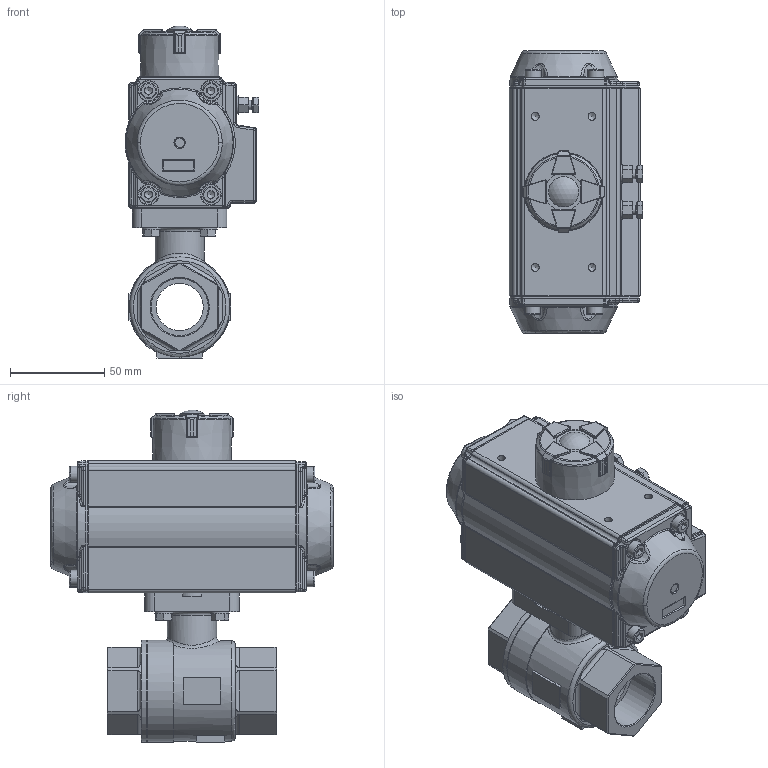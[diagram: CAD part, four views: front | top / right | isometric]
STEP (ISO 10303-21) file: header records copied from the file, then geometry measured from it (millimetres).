
FILE_DESCRIPTION(/* description */ ('Unknown'),/* implementation_level */ '2;1');
FILE_NAME(/* name */ 'PD02 9768-06',/* time_stamp */ '2025-03-27T12:52:53+01:00',/* author */ ('Unknown'),/* organization */ ('Unknown'),/* preprocessor_version */ 'ST-DEVELOPER v19.4',/* originating_system */ 'Solid Edge',/* authorisation */ 'Unknown');
FILE_SCHEMA (('AUTOMOTIVE_DESIGN {1 0 10303 214 3 1 1}'));
Products named in the file (18): PD02 9768-06; PD02_PE01; vt50-2016-06-25; hex bolt gradeab_din_ISO 4014 - M5 x 25 x 16-N; huosai50; vt50-2016-06-25 _______MIR; zhou50; VTE50____; plain washers-n series-grade a gb_GB_FASTENER_WASHER_PWNA 5; hex nut gradec_din_Hexagon Nut ISO 4034 - M5 - N; Optische Anzeige; ______; ________(___________; cup head nib bolts with large head gb_GB_FASTENER_BOLT_CHNBW M6X25-N; socket head cap screw_din_DIN 912 M5 x 16 --- 16N; 8.550.025; DIN125-5_3.1.3; DIN558 M5x16
Assembly tree (37 placements, depth 4):
  PD02 9768-06
    PD02_PE01
      vt50-2016-06-25
      hex bolt gradeab_din_ISO 4014 - M5 x 25 x 16-N  x2
      huosai50  x2
      vt50-2016-06-25 _______MIR
      zhou50
      VTE50____
      plain washers-n series-grade a gb_GB_FASTENER_WASHER_PWNA 5  x2
      hex nut gradec_din_Hexagon Nut ISO 4034 - M5 - N  x2
      Optische Anzeige
        ______
        ________(___________  x4
        cup head nib bolts with large head gb_GB_FASTENER_BOLT_CHNBW M6X25-N
      socket head cap screw_din_DIN 912 M5 x 16 --- 16N  x8
    8.550.025
    DIN125-5_3.1.3  x4
    DIN558 M5x16  x4
Bounding box: 70.92 x 149.4 x 175.81 mm (x, y, z)
Volume: 543845.9 mm3; surface area: 180083.5 mm2
Topology: 35 solids, 35 shells, 2576 faces, 6296 edges, 3891 vertices
Faces by surface type: plane 892, cylinder 729, bspline 377, torus 296, cone 253, sphere 29
Full cylindrical faces by diameter (mm): 2.5 x2, 3 x16, 3.3 x8, 4.134 x20, 4.2 x2, 4.66 x1, 4.917 x7, 5 x16, 5.3 x6, 5.5 x1, 6 x1, 6.2 x1, 8 x2, 8.5 x8, 8.566 x2, 10 x8, 11 x1, 11.4 x1, 12 x2, 12.5 x2, 12.9 x1, 13 x12, 13.5 x2, 14 x6, 16.5 x2, 21.2 x1, 21.4 x1, 22.5 x1, 23 x1, 25 x5
Entity records: 65465 total; most frequent: CARTESIAN_POINT 25417, ORIENTED_EDGE 8136, DIRECTION 7338, EDGE_CURVE 4068, AXIS2_PLACEMENT_3D 2873, VERTEX_POINT 2715, FACE_BOUND 2251, EDGE_LOOP 2230
